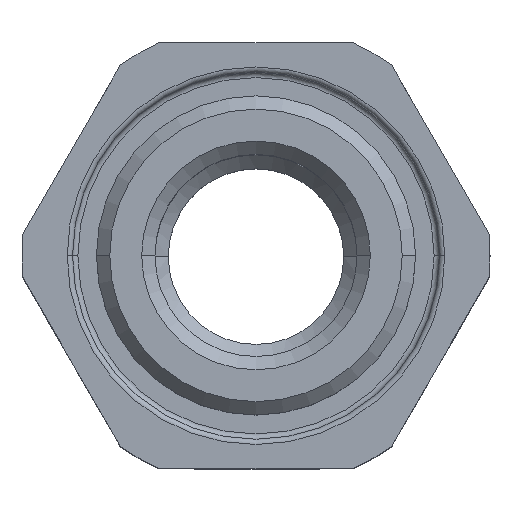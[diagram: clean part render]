
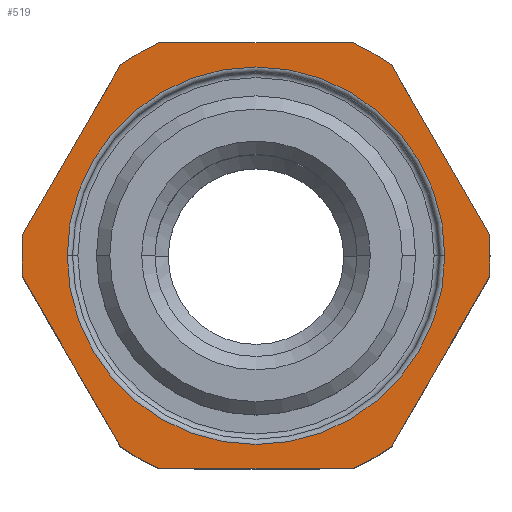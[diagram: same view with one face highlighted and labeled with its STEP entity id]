
A CAD part, top view. The second image highlights one B-rep face of the part: STEP entity #519.
In plain terms, the highlighted planar face has unit normal (0, 0, 1).
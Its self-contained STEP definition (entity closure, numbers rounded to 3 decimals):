
#30 = DIRECTION ( 'NONE',  ( 1., 0., 0. ) ) ;
#74 = ORIENTED_EDGE ( 'NONE', *, *, #633, .F. ) ;
#83 = CARTESIAN_POINT ( 'NONE',  ( 0., 0., 12. ) ) ;
#111 = LINE ( 'NONE', #1948, #3295 ) ;
#193 = VERTEX_POINT ( 'NONE', #2927 ) ;
#204 = DIRECTION ( 'NONE',  ( 0., 0., -1. ) ) ;
#259 = VERTEX_POINT ( 'NONE', #1383 ) ;
#337 = CARTESIAN_POINT ( 'NONE',  ( -8.761, 0.825, 12. ) ) ;
#338 = DIRECTION ( 'NONE',  ( 0., 0., -1. ) ) ;
#387 = DIRECTION ( 'NONE',  ( 1., 0., 0. ) ) ;
#402 = CARTESIAN_POINT ( 'NONE',  ( 0., 0., 12. ) ) ;
#409 = VERTEX_POINT ( 'NONE', #2758 ) ;
#463 = ORIENTED_EDGE ( 'NONE', *, *, #3490, .T. ) ;
#473 = VERTEX_POINT ( 'NONE', #3757 ) ;
#492 = ORIENTED_EDGE ( 'NONE', *, *, #1520, .T. ) ;
#518 = CARTESIAN_POINT ( 'NONE',  ( 0., 0., 12. ) ) ;
#519 = ADVANCED_FACE ( 'NONE', ( #3948, #2207 ), #4080, .T. ) ;
#553 = ORIENTED_EDGE ( 'NONE', *, *, #2111, .F. ) ;
#577 = AXIS2_PLACEMENT_3D ( 'NONE', #1671, #2947, #1053 ) ;
#633 = EDGE_CURVE ( 'NONE', #2648, #1826, #3509, .T. ) ;
#647 = CARTESIAN_POINT ( 'NONE',  ( -4.619, 8., 12. ) ) ;
#653 = CARTESIAN_POINT ( 'NONE',  ( 0., 0., 12. ) ) ;
#668 = ORIENTED_EDGE ( 'NONE', *, *, #894, .F. ) ;
#694 = ORIENTED_EDGE ( 'NONE', *, *, #1893, .F. ) ;
#712 = VERTEX_POINT ( 'NONE', #2781 ) ;
#765 = ORIENTED_EDGE ( 'NONE', *, *, #2705, .T. ) ;
#850 = VERTEX_POINT ( 'NONE', #3492 ) ;
#894 = EDGE_CURVE ( 'NONE', #850, #2935, #3162, .T. ) ;
#911 = ORIENTED_EDGE ( 'NONE', *, *, #3728, .T. ) ;
#967 = AXIS2_PLACEMENT_3D ( 'NONE', #1796, #204, #2470 ) ;
#1005 = LINE ( 'NONE', #1366, #1304 ) ;
#1053 = DIRECTION ( 'NONE',  ( 1., 0., 0. ) ) ;
#1091 = CARTESIAN_POINT ( 'NONE',  ( -8.761, -0.825, 12. ) ) ;
#1158 = VERTEX_POINT ( 'NONE', #2398 ) ;
#1248 = EDGE_CURVE ( 'NONE', #1158, #2040, #1846, .T. ) ;
#1277 = ORIENTED_EDGE ( 'NONE', *, *, #2171, .F. ) ;
#1304 = VECTOR ( 'NONE', #1682, 1000. ) ;
#1309 = CIRCLE ( 'NONE', #2966, 8.8 ) ;
#1332 = DIRECTION ( 'NONE',  ( 1., 0., 0. ) ) ;
#1355 = CIRCLE ( 'NONE', #2616, 8.8 ) ;
#1366 = CARTESIAN_POINT ( 'NONE',  ( 9.238, 0., 12. ) ) ;
#1383 = CARTESIAN_POINT ( 'NONE',  ( 5.095, -7.175, 12. ) ) ;
#1398 = AXIS2_PLACEMENT_3D ( 'NONE', #2771, #1439, #3063 ) ;
#1399 = DIRECTION ( 'NONE',  ( 0., 0., -1. ) ) ;
#1439 = DIRECTION ( 'NONE',  ( 0., 0., -1. ) ) ;
#1471 = DIRECTION ( 'NONE',  ( 0., 0., -1. ) ) ;
#1498 = AXIS2_PLACEMENT_3D ( 'NONE', #518, #1471, #3066 ) ;
#1505 = DIRECTION ( 'NONE',  ( 0.5, 0.866, 0. ) ) ;
#1520 = EDGE_CURVE ( 'NONE', #712, #3343, #2700, .T. ) ;
#1593 = DIRECTION ( 'NONE',  ( -0.5, -0.866, 0. ) ) ;
#1612 = CARTESIAN_POINT ( 'NONE',  ( 0., 0., 12. ) ) ;
#1618 = ORIENTED_EDGE ( 'NONE', *, *, #1714, .T. ) ;
#1635 = CARTESIAN_POINT ( 'NONE',  ( 4.619, 8., 12. ) ) ;
#1660 = LINE ( 'NONE', #1833, #2167 ) ;
#1671 = CARTESIAN_POINT ( 'NONE',  ( 0., 0., 12. ) ) ;
#1682 = DIRECTION ( 'NONE',  ( -0.5, 0.866, 0. ) ) ;
#1714 = EDGE_CURVE ( 'NONE', #1962, #2935, #3940, .T. ) ;
#1721 = DIRECTION ( 'NONE',  ( 0., 0., -1. ) ) ;
#1743 = CARTESIAN_POINT ( 'NONE',  ( -3.666, 8., 12. ) ) ;
#1767 = ORIENTED_EDGE ( 'NONE', *, *, #1248, .T. ) ;
#1796 = CARTESIAN_POINT ( 'NONE',  ( 0., 0., 12. ) ) ;
#1826 = VERTEX_POINT ( 'NONE', #337 ) ;
#1833 = CARTESIAN_POINT ( 'NONE',  ( 4.619, -8., 12. ) ) ;
#1846 = CIRCLE ( 'NONE', #967, 7.1 ) ;
#1893 = EDGE_CURVE ( 'NONE', #193, #409, #3977, .T. ) ;
#1903 = CARTESIAN_POINT ( 'NONE',  ( -8.8, 0., 12. ) ) ;
#1948 = CARTESIAN_POINT ( 'NONE',  ( -4.619, -8., 12. ) ) ;
#1962 = VERTEX_POINT ( 'NONE', #1091 ) ;
#1980 = CIRCLE ( 'NONE', #2124, 8.8 ) ;
#2040 = VERTEX_POINT ( 'NONE', #3360 ) ;
#2066 = ORIENTED_EDGE ( 'NONE', *, *, #3271, .T. ) ;
#2111 = EDGE_CURVE ( 'NONE', #259, #3186, #1980, .T. ) ;
#2124 = AXIS2_PLACEMENT_3D ( 'NONE', #3351, #1399, #3023 ) ;
#2167 = VECTOR ( 'NONE', #1505, 1000. ) ;
#2171 = EDGE_CURVE ( 'NONE', #712, #2837, #3965, .T. ) ;
#2201 = AXIS2_PLACEMENT_3D ( 'NONE', #1612, #3120, #2466 ) ;
#2207 = FACE_OUTER_BOUND ( 'NONE', #3867, .T. ) ;
#2276 = DIRECTION ( 'NONE',  ( 1., 0., 0. ) ) ;
#2304 = DIRECTION ( 'NONE',  ( 0., 0., -1. ) ) ;
#2371 = VECTOR ( 'NONE', #1593, 1000. ) ;
#2398 = CARTESIAN_POINT ( 'NONE',  ( 7.1, 0., 12. ) ) ;
#2466 = DIRECTION ( 'NONE',  ( 1., 0., 0. ) ) ;
#2470 = DIRECTION ( 'NONE',  ( 1., 0., 0. ) ) ;
#2475 = CIRCLE ( 'NONE', #3046, 7.1 ) ;
#2531 = EDGE_LOOP ( 'NONE', ( #1767, #2066 ) ) ;
#2569 = ORIENTED_EDGE ( 'NONE', *, *, #3399, .F. ) ;
#2576 = CARTESIAN_POINT ( 'NONE',  ( -9.238, 0., 12. ) ) ;
#2616 = AXIS2_PLACEMENT_3D ( 'NONE', #3033, #1721, #3656 ) ;
#2648 = VERTEX_POINT ( 'NONE', #1903 ) ;
#2700 = LINE ( 'NONE', #1635, #3407 ) ;
#2705 = EDGE_CURVE ( 'NONE', #850, #3186, #111, .T. ) ;
#2758 = CARTESIAN_POINT ( 'NONE',  ( 8.761, -0.825, 12. ) ) ;
#2771 = CARTESIAN_POINT ( 'NONE',  ( 0., 0., 12. ) ) ;
#2781 = CARTESIAN_POINT ( 'NONE',  ( 3.666, 8., 12. ) ) ;
#2807 = LINE ( 'NONE', #647, #2371 ) ;
#2837 = VERTEX_POINT ( 'NONE', #3600 ) ;
#2927 = CARTESIAN_POINT ( 'NONE',  ( 8.761, 0.825, 12. ) ) ;
#2935 = VERTEX_POINT ( 'NONE', #4025 ) ;
#2947 = DIRECTION ( 'NONE',  ( 0., 0., -1. ) ) ;
#2966 = AXIS2_PLACEMENT_3D ( 'NONE', #402, #2304, #30 ) ;
#3023 = DIRECTION ( 'NONE',  ( 1., 0., 0. ) ) ;
#3033 = CARTESIAN_POINT ( 'NONE',  ( 0., 0., 12. ) ) ;
#3046 = AXIS2_PLACEMENT_3D ( 'NONE', #83, #338, #387 ) ;
#3063 = DIRECTION ( 'NONE',  ( 1., 0., 0. ) ) ;
#3064 = AXIS2_PLACEMENT_3D ( 'NONE', #653, #3267, #1332 ) ;
#3066 = DIRECTION ( 'NONE',  ( 1., 0., 0. ) ) ;
#3105 = VECTOR ( 'NONE', #3844, 1000. ) ;
#3120 = DIRECTION ( 'NONE',  ( 0., 0., 1. ) ) ;
#3134 = ORIENTED_EDGE ( 'NONE', *, *, #3255, .F. ) ;
#3162 = CIRCLE ( 'NONE', #1398, 8.8 ) ;
#3186 = VERTEX_POINT ( 'NONE', #3553 ) ;
#3255 = EDGE_CURVE ( 'NONE', #473, #3343, #1309, .T. ) ;
#3267 = DIRECTION ( 'NONE',  ( 0., 0., -1. ) ) ;
#3271 = EDGE_CURVE ( 'NONE', #2040, #1158, #2475, .T. ) ;
#3295 = VECTOR ( 'NONE', #2276, 1000. ) ;
#3343 = VERTEX_POINT ( 'NONE', #1743 ) ;
#3351 = CARTESIAN_POINT ( 'NONE',  ( 0., 0., 12. ) ) ;
#3360 = CARTESIAN_POINT ( 'NONE',  ( -7.1, 0., 12. ) ) ;
#3399 = EDGE_CURVE ( 'NONE', #1962, #2648, #1355, .T. ) ;
#3407 = VECTOR ( 'NONE', #3859, 1000. ) ;
#3490 = EDGE_CURVE ( 'NONE', #259, #409, #1660, .T. ) ;
#3492 = CARTESIAN_POINT ( 'NONE',  ( -3.666, -8., 12. ) ) ;
#3509 = CIRCLE ( 'NONE', #3064, 8.8 ) ;
#3553 = CARTESIAN_POINT ( 'NONE',  ( 3.666, -8., 12. ) ) ;
#3600 = CARTESIAN_POINT ( 'NONE',  ( 5.095, 7.175, 12. ) ) ;
#3656 = DIRECTION ( 'NONE',  ( 1., 0., 0. ) ) ;
#3728 = EDGE_CURVE ( 'NONE', #473, #1826, #2807, .T. ) ;
#3757 = CARTESIAN_POINT ( 'NONE',  ( -5.095, 7.175, 12. ) ) ;
#3788 = EDGE_CURVE ( 'NONE', #193, #2837, #1005, .T. ) ;
#3844 = DIRECTION ( 'NONE',  ( 0.5, -0.866, 0. ) ) ;
#3859 = DIRECTION ( 'NONE',  ( -1., 0., 0. ) ) ;
#3867 = EDGE_LOOP ( 'NONE', ( #765, #553, #463, #694, #3922, #1277, #492, #3134, #911, #74, #2569, #1618, #668 ) ) ;
#3922 = ORIENTED_EDGE ( 'NONE', *, *, #3788, .T. ) ;
#3940 = LINE ( 'NONE', #2576, #3105 ) ;
#3948 = FACE_BOUND ( 'NONE', #2531, .T. ) ;
#3965 = CIRCLE ( 'NONE', #1498, 8.8 ) ;
#3977 = CIRCLE ( 'NONE', #577, 8.8 ) ;
#4025 = CARTESIAN_POINT ( 'NONE',  ( -5.095, -7.175, 12. ) ) ;
#4080 = PLANE ( 'NONE',  #2201 ) ;
